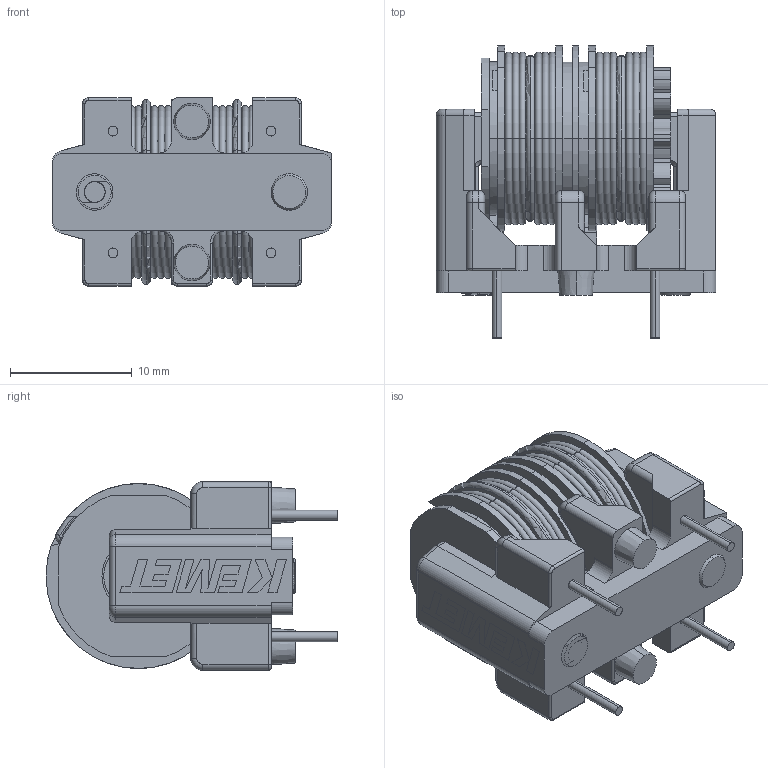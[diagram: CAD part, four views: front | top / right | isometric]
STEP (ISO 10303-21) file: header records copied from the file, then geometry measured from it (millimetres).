
FILE_DESCRIPTION (( 'STEP AP214' ), '1' );
FILE_NAME ('SS11VL(MAX-LOGO).STEP', '2018-11-05T07:47:05', ( '' ), ( '' ), 'SwSTEP 2.0', 'SolidWorks 2018', '' );
FILE_SCHEMA (( 'AUTOMOTIVE_DESIGN' ));
Length unit declared in the file: millimetre
Products named in the file (1): SS11VL(MAX-LOGO)
Bounding box: 23 x 24 x 15.5 mm (x, y, z)
Volume: 3709.5 mm3; surface area: 5978.2 mm2
Topology: 1 solids, 1 shells, 626 faces, 1660 edges, 1056 vertices
Faces by surface type: plane 257, cylinder 217, torus 123, cone 22, bspline 7
Entity records: 26804 total; most frequent: CARTESIAN_POINT 3929, DIRECTION 3502, ORIENTED_EDGE 3320, EDGE_CURVE 1660, AXIS2_PLACEMENT_3D 1299, VERTEX_POINT 1056, VECTOR 904, LINE 904
